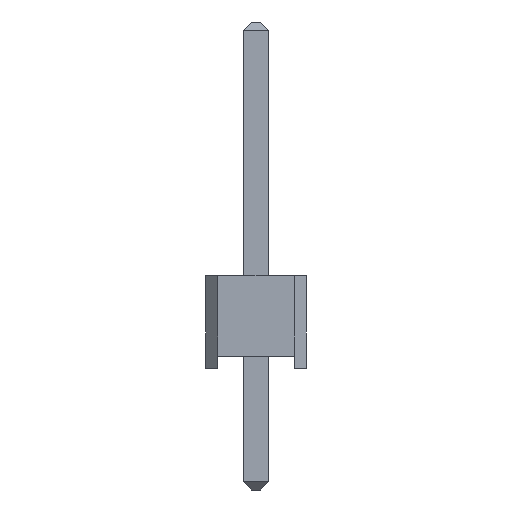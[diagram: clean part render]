
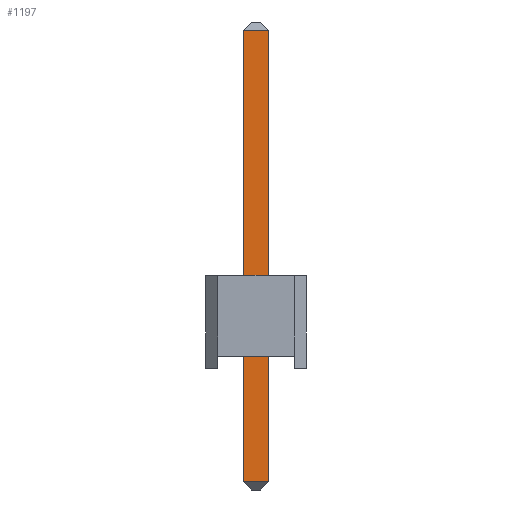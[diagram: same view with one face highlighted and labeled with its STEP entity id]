
A CAD part, left-side view. The second image highlights one B-rep face of the part: STEP entity #1197.
In plain terms, the highlighted planar face has unit normal (-1, 0, 0).
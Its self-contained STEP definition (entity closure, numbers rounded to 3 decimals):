
#844 = PLANE('',#845);
#845 = AXIS2_PLACEMENT_3D('',#846,#847,#848);
#846 = CARTESIAN_POINT('',(-0.32,0.32,-3.));
#847 = DIRECTION('',(-0.,1.,0.));
#848 = DIRECTION('',(0.,0.,1.));
#869 = VERTEX_POINT('',#870);
#870 = CARTESIAN_POINT('',(-0.32,0.32,-2.8));
#896 = EDGE_CURVE('',#869,#897,#899,.T.);
#897 = VERTEX_POINT('',#898);
#898 = CARTESIAN_POINT('',(-0.32,0.32,8.34));
#899 = SURFACE_CURVE('',#900,(#904,#911),.PCURVE_S1.);
#900 = LINE('',#901,#902);
#901 = CARTESIAN_POINT('',(-0.32,0.32,-3.));
#902 = VECTOR('',#903,1.);
#903 = DIRECTION('',(0.,-0.,1.));
#904 = PCURVE('',#844,#905);
#905 = DEFINITIONAL_REPRESENTATION('',(#906),#910);
#906 = LINE('',#907,#908);
#907 = CARTESIAN_POINT('',(0.,0.));
#908 = VECTOR('',#909,1.);
#909 = DIRECTION('',(1.,0.));
#910 = ( GEOMETRIC_REPRESENTATION_CONTEXT(2) 
PARAMETRIC_REPRESENTATION_CONTEXT() REPRESENTATION_CONTEXT('2D SPACE',''
  ) );
#911 = PCURVE('',#912,#917);
#912 = PLANE('',#913);
#913 = AXIS2_PLACEMENT_3D('',#914,#915,#916);
#914 = CARTESIAN_POINT('',(-0.32,-0.32,-3.));
#915 = DIRECTION('',(-1.,0.,0.));
#916 = DIRECTION('',(0.,0.,1.));
#917 = DEFINITIONAL_REPRESENTATION('',(#918),#922);
#918 = LINE('',#919,#920);
#919 = CARTESIAN_POINT('',(0.,0.64));
#920 = VECTOR('',#921,1.);
#921 = DIRECTION('',(1.,0.));
#922 = ( GEOMETRIC_REPRESENTATION_CONTEXT(2) 
PARAMETRIC_REPRESENTATION_CONTEXT() REPRESENTATION_CONTEXT('2D SPACE',''
  ) );
#1024 = PLANE('',#1025);
#1025 = AXIS2_PLACEMENT_3D('',#1026,#1027,#1028);
#1026 = CARTESIAN_POINT('',(-0.22,-0.32,-2.9));
#1027 = DIRECTION('',(0.707,0.,0.707));
#1028 = DIRECTION('',(0.707,0.,-0.707));
#1057 = PLANE('',#1058);
#1058 = AXIS2_PLACEMENT_3D('',#1059,#1060,#1061);
#1059 = CARTESIAN_POINT('',(0.32,-0.32,-3.));
#1060 = DIRECTION('',(0.,-1.,0.));
#1061 = DIRECTION('',(0.,-0.,-1.));
#1137 = PLANE('',#1138);
#1138 = AXIS2_PLACEMENT_3D('',#1139,#1140,#1141);
#1139 = CARTESIAN_POINT('',(-0.22,-0.32,8.44));
#1140 = DIRECTION('',(-0.707,0.,0.707));
#1141 = DIRECTION('',(0.707,0.,0.707));
#1197 = ADVANCED_FACE('',(#1198),#912,.T.);
#1198 = FACE_BOUND('',#1199,.T.);
#1199 = EDGE_LOOP('',(#1200,#1201,#1224,#1247));
#1200 = ORIENTED_EDGE('',*,*,#896,.F.);
#1201 = ORIENTED_EDGE('',*,*,#1202,.T.);
#1202 = EDGE_CURVE('',#869,#1203,#1205,.T.);
#1203 = VERTEX_POINT('',#1204);
#1204 = CARTESIAN_POINT('',(-0.32,-0.32,-2.8));
#1205 = SURFACE_CURVE('',#1206,(#1210,#1217),.PCURVE_S1.);
#1206 = LINE('',#1207,#1208);
#1207 = CARTESIAN_POINT('',(-0.32,-0.32,-2.8));
#1208 = VECTOR('',#1209,1.);
#1209 = DIRECTION('',(-0.,-1.,0.));
#1210 = PCURVE('',#912,#1211);
#1211 = DEFINITIONAL_REPRESENTATION('',(#1212),#1216);
#1212 = LINE('',#1213,#1214);
#1213 = CARTESIAN_POINT('',(0.2,0.));
#1214 = VECTOR('',#1215,1.);
#1215 = DIRECTION('',(0.,-1.));
#1216 = ( GEOMETRIC_REPRESENTATION_CONTEXT(2) 
PARAMETRIC_REPRESENTATION_CONTEXT() REPRESENTATION_CONTEXT('2D SPACE',''
  ) );
#1217 = PCURVE('',#1024,#1218);
#1218 = DEFINITIONAL_REPRESENTATION('',(#1219),#1223);
#1219 = LINE('',#1220,#1221);
#1220 = CARTESIAN_POINT('',(-0.141,0.));
#1221 = VECTOR('',#1222,1.);
#1222 = DIRECTION('',(-0.,-1.));
#1223 = ( GEOMETRIC_REPRESENTATION_CONTEXT(2) 
PARAMETRIC_REPRESENTATION_CONTEXT() REPRESENTATION_CONTEXT('2D SPACE',''
  ) );
#1224 = ORIENTED_EDGE('',*,*,#1225,.T.);
#1225 = EDGE_CURVE('',#1203,#1226,#1228,.T.);
#1226 = VERTEX_POINT('',#1227);
#1227 = CARTESIAN_POINT('',(-0.32,-0.32,8.34));
#1228 = SURFACE_CURVE('',#1229,(#1233,#1240),.PCURVE_S1.);
#1229 = LINE('',#1230,#1231);
#1230 = CARTESIAN_POINT('',(-0.32,-0.32,-3.));
#1231 = VECTOR('',#1232,1.);
#1232 = DIRECTION('',(0.,0.,1.));
#1233 = PCURVE('',#912,#1234);
#1234 = DEFINITIONAL_REPRESENTATION('',(#1235),#1239);
#1235 = LINE('',#1236,#1237);
#1236 = CARTESIAN_POINT('',(0.,0.));
#1237 = VECTOR('',#1238,1.);
#1238 = DIRECTION('',(1.,0.));
#1239 = ( GEOMETRIC_REPRESENTATION_CONTEXT(2) 
PARAMETRIC_REPRESENTATION_CONTEXT() REPRESENTATION_CONTEXT('2D SPACE',''
  ) );
#1240 = PCURVE('',#1057,#1241);
#1241 = DEFINITIONAL_REPRESENTATION('',(#1242),#1246);
#1242 = LINE('',#1243,#1244);
#1243 = CARTESIAN_POINT('',(-0.,-0.64));
#1244 = VECTOR('',#1245,1.);
#1245 = DIRECTION('',(-1.,0.));
#1246 = ( GEOMETRIC_REPRESENTATION_CONTEXT(2) 
PARAMETRIC_REPRESENTATION_CONTEXT() REPRESENTATION_CONTEXT('2D SPACE',''
  ) );
#1247 = ORIENTED_EDGE('',*,*,#1248,.T.);
#1248 = EDGE_CURVE('',#1226,#897,#1249,.T.);
#1249 = SURFACE_CURVE('',#1250,(#1254,#1261),.PCURVE_S1.);
#1250 = LINE('',#1251,#1252);
#1251 = CARTESIAN_POINT('',(-0.32,-0.32,8.34));
#1252 = VECTOR('',#1253,1.);
#1253 = DIRECTION('',(0.,1.,-0.));
#1254 = PCURVE('',#912,#1255);
#1255 = DEFINITIONAL_REPRESENTATION('',(#1256),#1260);
#1256 = LINE('',#1257,#1258);
#1257 = CARTESIAN_POINT('',(11.34,0.));
#1258 = VECTOR('',#1259,1.);
#1259 = DIRECTION('',(0.,1.));
#1260 = ( GEOMETRIC_REPRESENTATION_CONTEXT(2) 
PARAMETRIC_REPRESENTATION_CONTEXT() REPRESENTATION_CONTEXT('2D SPACE',''
  ) );
#1261 = PCURVE('',#1137,#1262);
#1262 = DEFINITIONAL_REPRESENTATION('',(#1263),#1267);
#1263 = LINE('',#1264,#1265);
#1264 = CARTESIAN_POINT('',(-0.141,0.));
#1265 = VECTOR('',#1266,1.);
#1266 = DIRECTION('',(0.,1.));
#1267 = ( GEOMETRIC_REPRESENTATION_CONTEXT(2) 
PARAMETRIC_REPRESENTATION_CONTEXT() REPRESENTATION_CONTEXT('2D SPACE',''
  ) );
